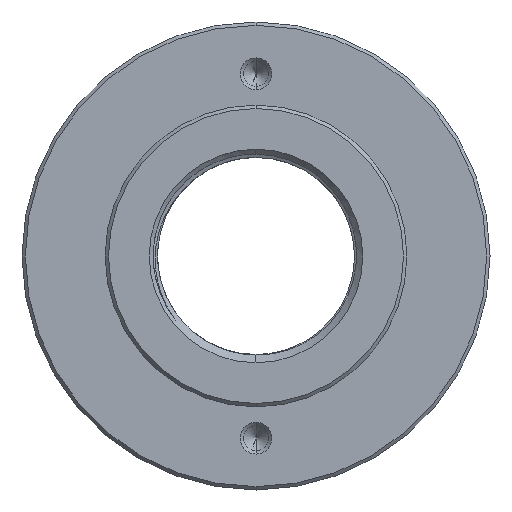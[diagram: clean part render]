
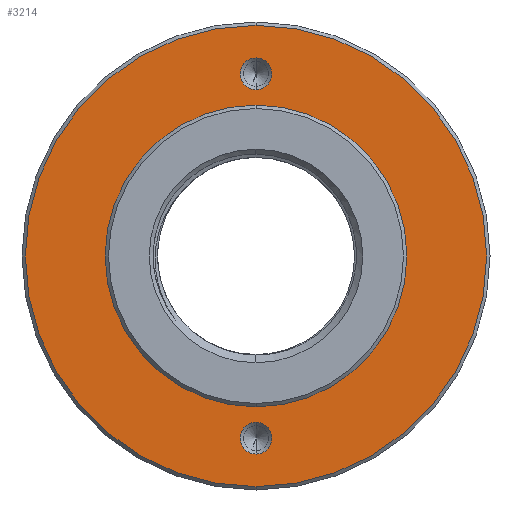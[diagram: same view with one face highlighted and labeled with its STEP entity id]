
A CAD part, front view. The second image highlights one B-rep face of the part: STEP entity #3214.
In plain terms, the highlighted planar face has unit normal (0, -1, 0).
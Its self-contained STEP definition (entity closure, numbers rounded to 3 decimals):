
#3 = EDGE_LOOP ( 'NONE', ( #642, #688 ) ) ;
#57 = AXIS2_PLACEMENT_3D ( 'NONE', #2474, #3327, #2445 ) ;
#69 = EDGE_CURVE ( 'NONE', #4090, #2998, #2174, .T. ) ;
#221 = VERTEX_POINT ( 'NONE', #287 ) ;
#287 = CARTESIAN_POINT ( 'NONE',  ( 0., 4., 13.8 ) ) ;
#523 = AXIS2_PLACEMENT_3D ( 'NONE', #4385, #2114, #4737 ) ;
#581 = ORIENTED_EDGE ( 'NONE', *, *, #2908, .F. ) ;
#589 = VERTEX_POINT ( 'NONE', #2543 ) ;
#614 = CARTESIAN_POINT ( 'NONE',  ( 0., 4., -13.8 ) ) ;
#637 = ORIENTED_EDGE ( 'NONE', *, *, #2634, .F. ) ;
#642 = ORIENTED_EDGE ( 'NONE', *, *, #2483, .T. ) ;
#688 = ORIENTED_EDGE ( 'NONE', *, *, #69, .T. ) ;
#700 = ORIENTED_EDGE ( 'NONE', *, *, #4269, .T. ) ;
#723 = CIRCLE ( 'NONE', #523, 0.95 ) ;
#729 = CIRCLE ( 'NONE', #3895, 0.95 ) ;
#751 = ORIENTED_EDGE ( 'NONE', *, *, #1813, .T. ) ;
#754 = AXIS2_PLACEMENT_3D ( 'NONE', #1329, #2052, #4681 ) ;
#805 = ORIENTED_EDGE ( 'NONE', *, *, #3843, .T. ) ;
#877 = ORIENTED_EDGE ( 'NONE', *, *, #2230, .T. ) ;
#969 = CIRCLE ( 'NONE', #2683, 13.8 ) ;
#977 = AXIS2_PLACEMENT_3D ( 'NONE', #1568, #3819, #1189 ) ;
#1150 = FACE_BOUND ( 'NONE', #4382, .T. ) ;
#1189 = DIRECTION ( 'NONE',  ( 0., 0., -1. ) ) ;
#1215 = FACE_OUTER_BOUND ( 'NONE', #2814, .T. ) ;
#1303 = CARTESIAN_POINT ( 'NONE',  ( 0., 4., 0. ) ) ;
#1329 = CARTESIAN_POINT ( 'NONE',  ( 0., 4., 0. ) ) ;
#1369 = CARTESIAN_POINT ( 'NONE',  ( 0., 4., 0. ) ) ;
#1387 = AXIS2_PLACEMENT_3D ( 'NONE', #4438, #3040, #4693 ) ;
#1452 = CARTESIAN_POINT ( 'NONE',  ( 0., 4., 10.9 ) ) ;
#1553 = CARTESIAN_POINT ( 'NONE',  ( 0., 4., 9.95 ) ) ;
#1568 = CARTESIAN_POINT ( 'NONE',  ( 0., 4., -10.9 ) ) ;
#1669 = DIRECTION ( 'NONE',  ( 0., 0., -1. ) ) ;
#1689 = CARTESIAN_POINT ( 'NONE',  ( 0., 4., 0. ) ) ;
#1729 = DIRECTION ( 'NONE',  ( 0., 0., -1. ) ) ;
#1804 = DIRECTION ( 'NONE',  ( 0., 0., -1. ) ) ;
#1813 = EDGE_CURVE ( 'NONE', #4812, #3486, #2236, .T. ) ;
#2015 = AXIS2_PLACEMENT_3D ( 'NONE', #1689, #4337, #2057 ) ;
#2052 = DIRECTION ( 'NONE',  ( 0., -1., 0. ) ) ;
#2057 = DIRECTION ( 'NONE',  ( 0., 0., -1. ) ) ;
#2114 = DIRECTION ( 'NONE',  ( 0., 1., 0. ) ) ;
#2116 = CARTESIAN_POINT ( 'NONE',  ( 0., 4., 11.85 ) ) ;
#2174 = CIRCLE ( 'NONE', #977, 0.95 ) ;
#2230 = EDGE_CURVE ( 'NONE', #3314, #221, #2465, .T. ) ;
#2236 = CIRCLE ( 'NONE', #57, 0.95 ) ;
#2445 = DIRECTION ( 'NONE',  ( 0., 0., -1. ) ) ;
#2465 = CIRCLE ( 'NONE', #1387, 13.8 ) ;
#2474 = CARTESIAN_POINT ( 'NONE',  ( 0., 4., 10.9 ) ) ;
#2483 = EDGE_CURVE ( 'NONE', #2998, #4090, #723, .T. ) ;
#2543 = CARTESIAN_POINT ( 'NONE',  ( 0., 4., 9.025 ) ) ;
#2592 = CIRCLE ( 'NONE', #3975, 9.025 ) ;
#2634 = EDGE_CURVE ( 'NONE', #589, #2783, #3198, .T. ) ;
#2683 = AXIS2_PLACEMENT_3D ( 'NONE', #1303, #3934, #1669 ) ;
#2783 = VERTEX_POINT ( 'NONE', #4781 ) ;
#2814 = EDGE_LOOP ( 'NONE', ( #805, #877 ) ) ;
#2908 = EDGE_CURVE ( 'NONE', #2783, #589, #2592, .T. ) ;
#2998 = VERTEX_POINT ( 'NONE', #3589 ) ;
#3040 = DIRECTION ( 'NONE',  ( 0., -1., 0. ) ) ;
#3151 = FACE_BOUND ( 'NONE', #3715, .T. ) ;
#3181 = PLANE ( 'NONE',  #754 ) ;
#3198 = CIRCLE ( 'NONE', #2015, 9.025 ) ;
#3214 = ADVANCED_FACE ( 'NONE', ( #1150, #4108, #3151, #1215 ), #3181, .T. ) ;
#3314 = VERTEX_POINT ( 'NONE', #614 ) ;
#3327 = DIRECTION ( 'NONE',  ( 0., 1., 0. ) ) ;
#3486 = VERTEX_POINT ( 'NONE', #1553 ) ;
#3589 = CARTESIAN_POINT ( 'NONE',  ( 0., 4., -11.85 ) ) ;
#3715 = EDGE_LOOP ( 'NONE', ( #700, #751 ) ) ;
#3819 = DIRECTION ( 'NONE',  ( 0., 1., 0. ) ) ;
#3843 = EDGE_CURVE ( 'NONE', #221, #3314, #969, .T. ) ;
#3895 = AXIS2_PLACEMENT_3D ( 'NONE', #1452, #4078, #1804 ) ;
#3934 = DIRECTION ( 'NONE',  ( 0., -1., 0. ) ) ;
#3975 = AXIS2_PLACEMENT_3D ( 'NONE', #1369, #4002, #1729 ) ;
#4002 = DIRECTION ( 'NONE',  ( 0., -1., 0. ) ) ;
#4078 = DIRECTION ( 'NONE',  ( 0., 1., 0. ) ) ;
#4090 = VERTEX_POINT ( 'NONE', #4742 ) ;
#4108 = FACE_BOUND ( 'NONE', #3, .T. ) ;
#4269 = EDGE_CURVE ( 'NONE', #3486, #4812, #729, .T. ) ;
#4337 = DIRECTION ( 'NONE',  ( 0., -1., 0. ) ) ;
#4382 = EDGE_LOOP ( 'NONE', ( #581, #637 ) ) ;
#4385 = CARTESIAN_POINT ( 'NONE',  ( 0., 4., -10.9 ) ) ;
#4438 = CARTESIAN_POINT ( 'NONE',  ( 0., 4., 0. ) ) ;
#4681 = DIRECTION ( 'NONE',  ( 0., 0., -1. ) ) ;
#4693 = DIRECTION ( 'NONE',  ( 0., 0., -1. ) ) ;
#4737 = DIRECTION ( 'NONE',  ( 0., 0., -1. ) ) ;
#4742 = CARTESIAN_POINT ( 'NONE',  ( 0., 4., -9.95 ) ) ;
#4781 = CARTESIAN_POINT ( 'NONE',  ( 0., 4., -9.025 ) ) ;
#4812 = VERTEX_POINT ( 'NONE', #2116 ) ;
